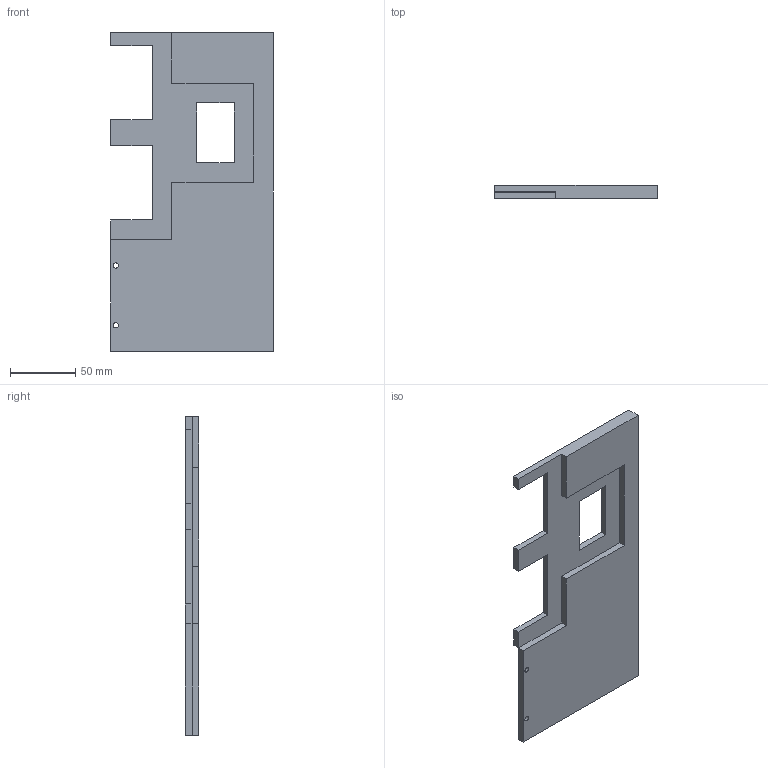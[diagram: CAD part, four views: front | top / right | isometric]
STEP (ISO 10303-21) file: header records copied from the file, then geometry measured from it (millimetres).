
FILE_DESCRIPTION(/* description */ (''),/* implementation_level */ '2;1');
FILE_NAME(/* name */ 'top_4.stp',/* time_stamp */ '2024-04-26T18:12:46+08:00',/* author */ ('Nitrene.P.L'),/* organization */ (''),/* preprocessor_version */ 'ST-DEVELOPER v19',/* originating_system */ 'Autodesk Inventor 2023',/* authorisation */ '');
FILE_SCHEMA (('AUTOMOTIVE_DESIGN { 1 0 10303 214 3 1 1 }'));
Length unit declared in the file: millimetre
Products named in the file (1): top_4
Bounding box: 125 x 10 x 245 mm (x, y, z)
Volume: 216469.3 mm3; surface area: 60781.4 mm2
Topology: 1 solids, 1 shells, 31 faces, 85 edges, 55 vertices
Faces by surface type: plane 29, cylinder 2
Full cylindrical faces by diameter (mm): 4 x2
Entity records: 1020 total; most frequent: CARTESIAN_POINT 172, ORIENTED_EDGE 170, DIRECTION 153, EDGE_CURVE 85, LINE 81, VECTOR 81, VERTEX_POINT 55, EDGE_LOOP 37
